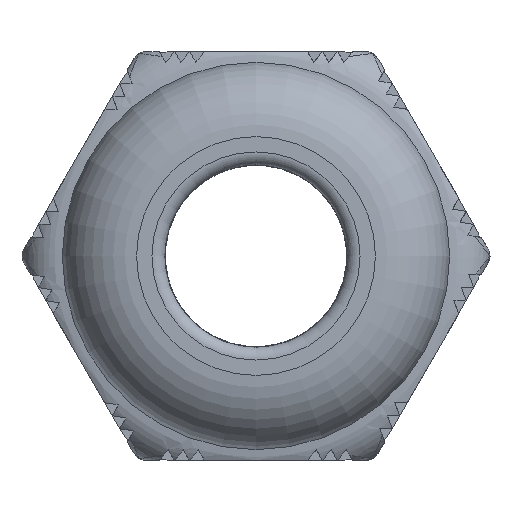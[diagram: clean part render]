
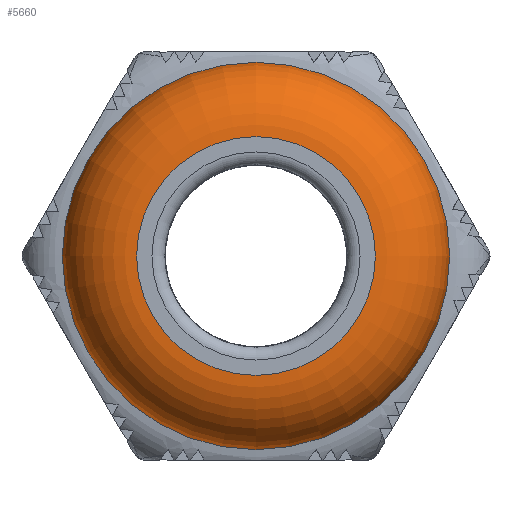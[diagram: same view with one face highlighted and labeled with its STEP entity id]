
A CAD part, left-side view. The second image highlights one B-rep face of the part: STEP entity #5660.
In plain terms, the highlighted toroidal (fillet/blend) face has major radius 5.548 mm and minor radius 3.463 mm.
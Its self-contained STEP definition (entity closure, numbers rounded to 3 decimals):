
#128=TOROIDAL_SURFACE('',#6364,5.548,3.464);
#157=FACE_BOUND('',#1353,.T.);
#577=CIRCLE('',#6154,5.548);
#621=CIRCLE('',#6365,9.);
#986=FACE_OUTER_BOUND('',#1352,.T.);
#1352=EDGE_LOOP('',(#5222));
#1353=EDGE_LOOP('',(#5223));
#2509=VERTEX_POINT('',#14216);
#2739=VERTEX_POINT('',#15479);
#3219=EDGE_CURVE('',#2509,#2509,#577,.T.);
#3569=EDGE_CURVE('',#2739,#2739,#621,.T.);
#5222=ORIENTED_EDGE('',*,*,#3219,.T.);
#5223=ORIENTED_EDGE('',*,*,#3569,.F.);
#5660=ADVANCED_FACE('',(#986,#157),#128,.T.);
#6154=AXIS2_PLACEMENT_3D('',#14217,#7412,#7413);
#6364=AXIS2_PLACEMENT_3D('',#15478,#8030,#8031);
#6365=AXIS2_PLACEMENT_3D('',#15480,#8032,#8033);
#7412=DIRECTION('center_axis',(1.,0.,0.));
#7413=DIRECTION('ref_axis',(0.,0.,-1.));
#8030=DIRECTION('center_axis',(1.,0.,0.));
#8031=DIRECTION('ref_axis',(0.,0.,-1.));
#8032=DIRECTION('center_axis',(1.,0.,0.));
#8033=DIRECTION('ref_axis',(0.,0.,-1.));
#14216=CARTESIAN_POINT('',(-15.37,5.548,0.));
#14217=CARTESIAN_POINT('Origin',(-15.37,0.,0.));
#15478=CARTESIAN_POINT('Origin',(-11.906,0.,0.));
#15479=CARTESIAN_POINT('',(-12.183,9.,0.));
#15480=CARTESIAN_POINT('Origin',(-12.183,0.,0.));
